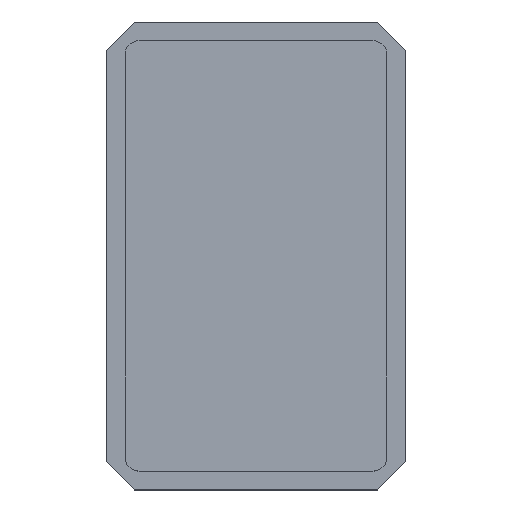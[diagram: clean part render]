
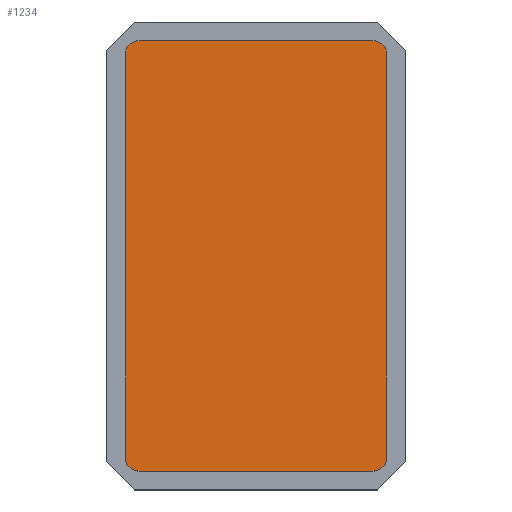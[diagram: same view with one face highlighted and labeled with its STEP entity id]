
A CAD part, top view. The second image highlights one B-rep face of the part: STEP entity #1234.
In plain terms, the highlighted planar face has unit normal (0, 0, 1).
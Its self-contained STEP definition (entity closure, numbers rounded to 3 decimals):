
#412=DIRECTION('',(0.,1.,0.));
#413=VECTOR('',#412,4.3);
#414=CARTESIAN_POINT('',(-1.4,-2.15,1.11));
#415=LINE('',#414,#413);
#419=CARTESIAN_POINT('',(-1.25,2.15,1.11));
#420=DIRECTION('',(0.,0.,1.));
#421=DIRECTION('',(0.,1.,0.));
#422=AXIS2_PLACEMENT_3D('',#419,#420,#421);
#427=DIRECTION('',(1.,0.,0.));
#428=VECTOR('',#427,2.5);
#429=CARTESIAN_POINT('',(-1.25,2.3,1.11));
#430=LINE('',#429,#428);
#434=CARTESIAN_POINT('',(1.25,2.15,1.11));
#435=DIRECTION('',(0.,0.,1.));
#436=DIRECTION('',(1.,0.,0.));
#437=AXIS2_PLACEMENT_3D('',#434,#435,#436);
#442=DIRECTION('',(0.,-1.,0.));
#443=VECTOR('',#442,4.3);
#444=CARTESIAN_POINT('',(1.4,2.15,1.11));
#445=LINE('',#444,#443);
#449=CARTESIAN_POINT('',(1.25,-2.15,1.11));
#450=DIRECTION('',(0.,0.,1.));
#451=DIRECTION('',(0.,-1.,0.));
#452=AXIS2_PLACEMENT_3D('',#449,#450,#451);
#457=DIRECTION('',(-1.,0.,0.));
#458=VECTOR('',#457,2.5);
#459=CARTESIAN_POINT('',(1.25,-2.3,1.11));
#460=LINE('',#459,#458);
#464=CARTESIAN_POINT('',(-1.25,-2.15,1.11));
#465=DIRECTION('',(0.,0.,1.));
#466=DIRECTION('',(-1.,0.,0.));
#467=AXIS2_PLACEMENT_3D('',#464,#465,#466);
#845=CARTESIAN_POINT('',(-1.4,-2.15,1.11));
#846=CARTESIAN_POINT('',(-1.4,2.15,1.11));
#847=VERTEX_POINT('',#845);
#848=VERTEX_POINT('',#846);
#849=CARTESIAN_POINT('',(-1.25,2.3,1.11));
#850=VERTEX_POINT('',#849);
#851=CARTESIAN_POINT('',(1.25,2.3,1.11));
#852=VERTEX_POINT('',#851);
#853=CARTESIAN_POINT('',(1.4,2.15,1.11));
#854=VERTEX_POINT('',#853);
#855=CARTESIAN_POINT('',(1.4,-2.15,1.11));
#856=VERTEX_POINT('',#855);
#857=CARTESIAN_POINT('',(1.25,-2.3,1.11));
#858=VERTEX_POINT('',#857);
#859=CARTESIAN_POINT('',(-1.25,-2.3,1.11));
#860=VERTEX_POINT('',#859);
#1212=CARTESIAN_POINT('',(0.,0.,1.11));
#1213=DIRECTION('',(0.,0.,1.));
#1214=DIRECTION('',(0.,1.,0.));
#1215=AXIS2_PLACEMENT_3D('',#1212,#1213,#1214);
#1216=PLANE('',#1215);
#1217=ORIENTED_EDGE('',*,*,#1202,.T.);
#1219=ORIENTED_EDGE('',*,*,#1218,.F.);
#1221=ORIENTED_EDGE('',*,*,#1220,.T.);
#1223=ORIENTED_EDGE('',*,*,#1222,.F.);
#1225=ORIENTED_EDGE('',*,*,#1224,.T.);
#1227=ORIENTED_EDGE('',*,*,#1226,.F.);
#1229=ORIENTED_EDGE('',*,*,#1228,.T.);
#1231=ORIENTED_EDGE('',*,*,#1230,.F.);
#1232=EDGE_LOOP('',(#1217,#1219,#1221,#1223,#1225,#1227,#1229,#1231));
#1233=FACE_OUTER_BOUND('',#1232,.F.);
#1234=ADVANCED_FACE('',(#1233),#1216,.T.);
#423=CIRCLE('',#422,0.15);
#438=CIRCLE('',#437,0.15);
#453=CIRCLE('',#452,0.15);
#468=CIRCLE('',#467,0.15);
#1202=EDGE_CURVE('',#847,#848,#415,.T.);
#1218=EDGE_CURVE('',#850,#848,#423,.T.);
#1220=EDGE_CURVE('',#850,#852,#430,.T.);
#1222=EDGE_CURVE('',#854,#852,#438,.T.);
#1224=EDGE_CURVE('',#854,#856,#445,.T.);
#1226=EDGE_CURVE('',#858,#856,#453,.T.);
#1228=EDGE_CURVE('',#858,#860,#460,.T.);
#1230=EDGE_CURVE('',#847,#860,#468,.T.);
